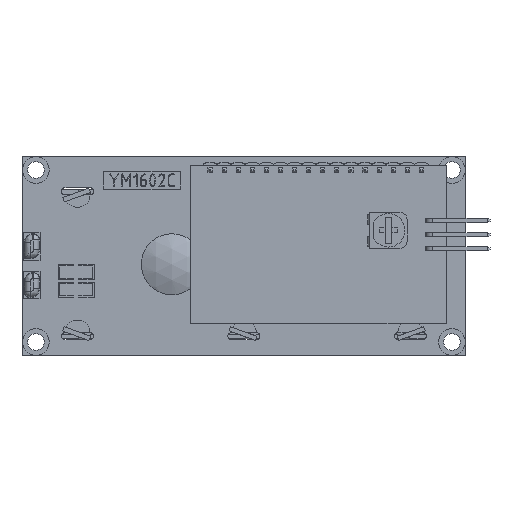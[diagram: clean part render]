
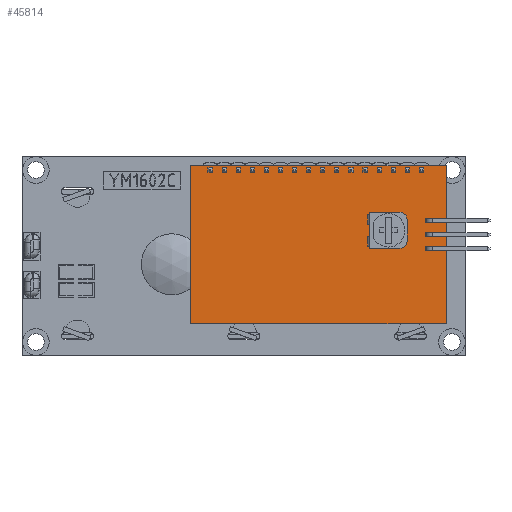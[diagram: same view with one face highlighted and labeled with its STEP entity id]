
A CAD part, left-side view. The second image highlights one B-rep face of the part: STEP entity #45814.
In plain terms, the highlighted planar face has unit normal (-1, 0, 0).
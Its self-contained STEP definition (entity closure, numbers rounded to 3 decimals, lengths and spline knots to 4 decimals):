
#3936=FACE_OUTER_BOUND($,#6989,.T.);
#6989=EDGE_LOOP($,(#40380,#40381,#40382,#40383));
#12379=LINE($,#74677,#18000);
#12383=LINE($,#74686,#18004);
#12385=LINE($,#74689,#18006);
#12387=LINE($,#74692,#18008);
#18000=VECTOR($,#58505,4.6);
#18004=VECTOR($,#58511,4.6);
#18006=VECTOR($,#58515,2.85);
#18008=VECTOR($,#58519,2.85);
#22366=VERTEX_POINT($,#74674);
#22367=VERTEX_POINT($,#74676);
#22370=VERTEX_POINT($,#74683);
#22371=VERTEX_POINT($,#74685);
#28430=EDGE_CURVE($,#22366,#22367,#12379,.T.);
#28434=EDGE_CURVE($,#22370,#22371,#12383,.T.);
#28436=EDGE_CURVE($,#22367,#22370,#12385,.T.);
#28438=EDGE_CURVE($,#22366,#22371,#12387,.T.);
#40380=ORIENTED_EDGE($,*,*,#28438,.T.);
#40381=ORIENTED_EDGE($,*,*,#28434,.F.);
#40382=ORIENTED_EDGE($,*,*,#28436,.F.);
#40383=ORIENTED_EDGE($,*,*,#28430,.F.);
#43500=PLANE($,#48579);
#45814=ADVANCED_FACE($,(#3936),#43500,.F.);
#48579=AXIS2_PLACEMENT_3D($,#74691,#58517,#58518);
#58505=DIRECTION($,(0.,-1.,0.));
#58511=DIRECTION($,(0.,1.,0.));
#58515=DIRECTION($,(0.,0.,-1.));
#58517=DIRECTION('center_axis',(1.,0.,0.));
#58518=DIRECTION('ref_axis',(0.,0.,-1.));
#58519=DIRECTION($,(0.,0.,-1.));
#74674=CARTESIAN_POINT('',(-5.945,13.5,7.65));
#74676=CARTESIAN_POINT('',(-5.945,8.9,7.65));
#74677=CARTESIAN_POINT($,(-5.945,11.2,7.65));
#74683=CARTESIAN_POINT('',(-5.945,8.9,4.8));
#74685=CARTESIAN_POINT('',(-5.945,13.5,4.8));
#74686=CARTESIAN_POINT($,(-5.945,11.2,4.8));
#74689=CARTESIAN_POINT($,(-5.945,8.9,6.225));
#74691=CARTESIAN_POINT('Origin',(-5.945,11.2,6.225));
#74692=CARTESIAN_POINT($,(-5.945,13.5,6.225));
